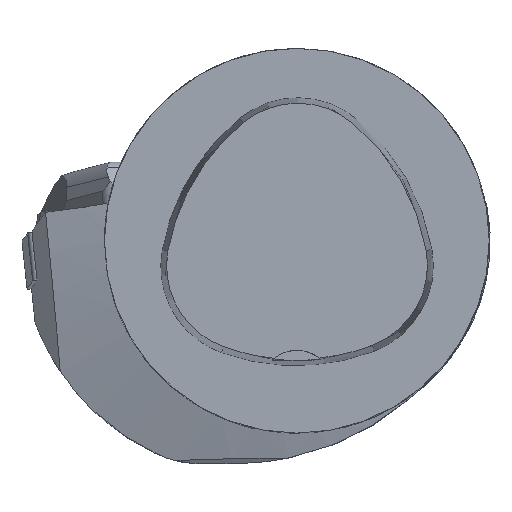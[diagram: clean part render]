
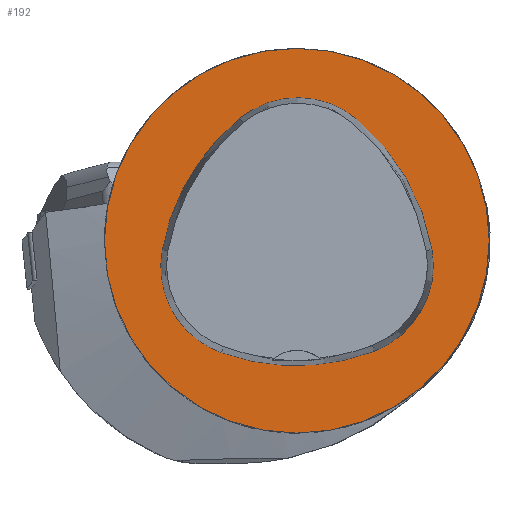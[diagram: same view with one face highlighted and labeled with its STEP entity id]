
A CAD part, top view. The second image highlights one B-rep face of the part: STEP entity #192.
In plain terms, the highlighted planar face has unit normal (0, 0, 1).
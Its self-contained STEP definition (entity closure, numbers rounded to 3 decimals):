
#86=FACE_BOUND('',#423,.T.);
#87=FACE_BOUND('',#424,.T.);
#192=ADVANCED_FACE('',(#86,#87),#265,.T.);
#265=PLANE('',#1780);
#423=EDGE_LOOP('',(#689,#690,#691,#692,#693,#694));
#424=EDGE_LOOP('',(#695));
#496=CIRCLE('',#1751,31.5);
#497=CIRCLE('',#1758,36.);
#499=CIRCLE('',#1761,15.);
#501=CIRCLE('',#1764,36.);
#503=CIRCLE('',#1767,15.);
#507=CIRCLE('',#1772,36.);
#509=CIRCLE('',#1775,15.);
#689=ORIENTED_EDGE('',*,*,#1239,.T.);
#690=ORIENTED_EDGE('',*,*,#1219,.T.);
#691=ORIENTED_EDGE('',*,*,#1223,.T.);
#692=ORIENTED_EDGE('',*,*,#1226,.T.);
#693=ORIENTED_EDGE('',*,*,#1229,.T.);
#694=ORIENTED_EDGE('',*,*,#1237,.T.);
#695=ORIENTED_EDGE('',*,*,#1209,.F.);
#1041=VERTEX_POINT('',#2635);
#1050=VERTEX_POINT('',#2655);
#1051=VERTEX_POINT('',#2656);
#1054=VERTEX_POINT('',#2664);
#1056=VERTEX_POINT('',#2670);
#1058=VERTEX_POINT('',#2676);
#1065=VERTEX_POINT('',#2697);
#1209=EDGE_CURVE('',#1041,#1041,#496,.T.);
#1219=EDGE_CURVE('',#1050,#1051,#497,.T.);
#1223=EDGE_CURVE('',#1051,#1054,#499,.T.);
#1226=EDGE_CURVE('',#1054,#1056,#501,.T.);
#1229=EDGE_CURVE('',#1056,#1058,#503,.T.);
#1237=EDGE_CURVE('',#1058,#1065,#507,.T.);
#1239=EDGE_CURVE('',#1065,#1050,#509,.T.);
#1751=AXIS2_PLACEMENT_3D('',#2634,#2010,#2011);
#1758=AXIS2_PLACEMENT_3D('',#2654,#2028,#2029);
#1761=AXIS2_PLACEMENT_3D('',#2663,#2036,#2037);
#1764=AXIS2_PLACEMENT_3D('',#2669,#2043,#2044);
#1767=AXIS2_PLACEMENT_3D('',#2675,#2050,#2051);
#1772=AXIS2_PLACEMENT_3D('',#2698,#2062,#2063);
#1775=AXIS2_PLACEMENT_3D('',#2701,#2068,#2069);
#1780=AXIS2_PLACEMENT_3D('',#2706,#2078,#2079);
#2010=DIRECTION('',(0.,0.,-1.));
#2011=DIRECTION('',(-1.,0.,0.));
#2028=DIRECTION('',(0.,0.,-1.));
#2029=DIRECTION('',(-1.,0.,0.));
#2036=DIRECTION('',(0.,0.,-1.));
#2037=DIRECTION('',(-1.,0.,0.));
#2043=DIRECTION('',(0.,0.,-1.));
#2044=DIRECTION('',(-1.,0.,0.));
#2050=DIRECTION('',(0.,0.,-1.));
#2051=DIRECTION('',(-1.,0.,0.));
#2062=DIRECTION('',(0.,0.,-1.));
#2063=DIRECTION('',(-1.,0.,0.));
#2068=DIRECTION('',(0.,0.,-1.));
#2069=DIRECTION('',(-1.,0.,0.));
#2078=DIRECTION('',(0.,0.,1.));
#2079=DIRECTION('',(1.,0.,0.));
#2634=CARTESIAN_POINT('',(0.,0.,0.));
#2635=CARTESIAN_POINT('',(-31.5,0.,0.));
#2654=CARTESIAN_POINT('',(13.398,-7.893,0.));
#2655=CARTESIAN_POINT('',(-22.041,-1.562,0.));
#2656=CARTESIAN_POINT('',(-9.317,20.036,0.));
#2663=CARTESIAN_POINT('',(0.148,8.399,0.));
#2664=CARTESIAN_POINT('',(9.779,19.898,0.));
#2669=CARTESIAN_POINT('',(-13.337,-7.7,0.));
#2670=CARTESIAN_POINT('',(22.122,-1.48,0.));
#2675=CARTESIAN_POINT('',(7.347,-4.071,0.));
#2676=CARTESIAN_POINT('',(12.693,-18.087,0.));
#2697=CARTESIAN_POINT('',(-12.373,-18.307,0.));
#2698=CARTESIAN_POINT('',(-0.137,15.55,0.));
#2701=CARTESIAN_POINT('',(-7.275,-4.2,0.));
#2706=CARTESIAN_POINT('',(0.,0.,0.));
